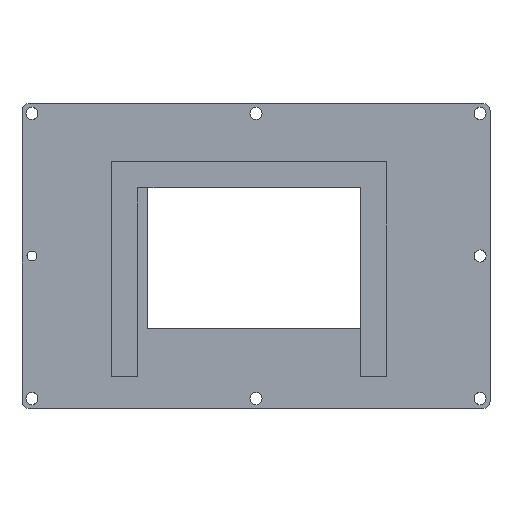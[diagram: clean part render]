
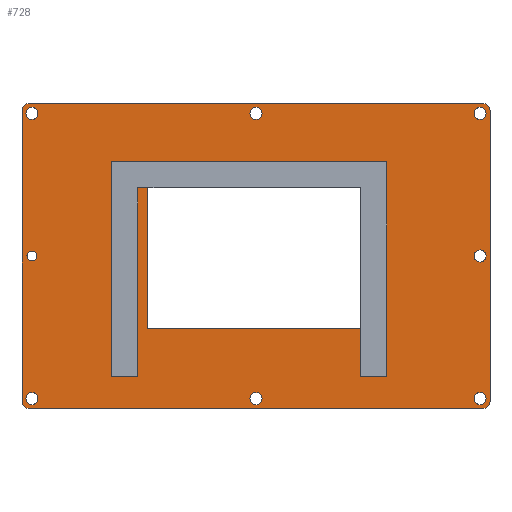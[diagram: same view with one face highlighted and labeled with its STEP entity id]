
A CAD part, top view. The second image highlights one B-rep face of the part: STEP entity #728.
In plain terms, the highlighted planar face has unit normal (0, 0, 1).
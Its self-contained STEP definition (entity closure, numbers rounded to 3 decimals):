
#27=FACE_BOUND('',#118,.T.);
#28=FACE_BOUND('',#119,.T.);
#29=FACE_BOUND('',#120,.T.);
#30=FACE_BOUND('',#121,.T.);
#31=FACE_BOUND('',#122,.T.);
#32=FACE_BOUND('',#123,.T.);
#33=FACE_BOUND('',#124,.T.);
#34=FACE_BOUND('',#125,.T.);
#35=FACE_BOUND('',#126,.T.);
#36=FACE_BOUND('',#127,.T.);
#46=CIRCLE('',#780,2.8);
#47=CIRCLE('',#781,2.8);
#48=CIRCLE('',#782,2.8);
#49=CIRCLE('',#783,2.8);
#50=CIRCLE('',#784,1.9);
#51=CIRCLE('',#785,2.3);
#52=CIRCLE('',#786,2.3);
#53=CIRCLE('',#787,2.3);
#54=CIRCLE('',#788,2.3);
#55=CIRCLE('',#789,2.3);
#56=CIRCLE('',#790,2.3);
#57=CIRCLE('',#791,2.3);
#80=FACE_OUTER_BOUND('',#117,.T.);
#117=EDGE_LOOP('',(#537,#538,#539,#540,#541,#542,#543,#544));
#118=EDGE_LOOP('',(#545,#546,#547,#548,#549,#550,#551,#552));
#119=EDGE_LOOP('',(#553));
#120=EDGE_LOOP('',(#554));
#121=EDGE_LOOP('',(#555));
#122=EDGE_LOOP('',(#556));
#123=EDGE_LOOP('',(#557));
#124=EDGE_LOOP('',(#558));
#125=EDGE_LOOP('',(#559));
#126=EDGE_LOOP('',(#560));
#127=EDGE_LOOP('',(#561,#562,#563,#564));
#173=LINE('',#1056,#251);
#184=LINE('',#1079,#262);
#190=LINE('',#1090,#268);
#193=LINE('',#1096,#271);
#196=LINE('',#1103,#274);
#197=LINE('',#1107,#275);
#198=LINE('',#1111,#276);
#199=LINE('',#1115,#277);
#200=LINE('',#1117,#278);
#201=LINE('',#1119,#279);
#202=LINE('',#1121,#280);
#203=LINE('',#1122,#281);
#204=LINE('',#1141,#282);
#205=LINE('',#1143,#283);
#206=LINE('',#1145,#284);
#207=LINE('',#1146,#285);
#251=VECTOR('',#848,10.);
#262=VECTOR('',#865,10.);
#268=VECTOR('',#877,10.);
#271=VECTOR('',#882,10.);
#274=VECTOR('',#887,10.);
#275=VECTOR('',#890,10.);
#276=VECTOR('',#893,10.);
#277=VECTOR('',#896,10.);
#278=VECTOR('',#899,10.);
#279=VECTOR('',#900,10.);
#280=VECTOR('',#901,10.);
#281=VECTOR('',#902,10.);
#282=VECTOR('',#919,10.);
#283=VECTOR('',#920,10.);
#284=VECTOR('',#921,10.);
#285=VECTOR('',#922,10.);
#327=VERTEX_POINT('',#1053);
#328=VERTEX_POINT('',#1055);
#336=VERTEX_POINT('',#1076);
#337=VERTEX_POINT('',#1078);
#339=VERTEX_POINT('',#1089);
#341=VERTEX_POINT('',#1095);
#343=VERTEX_POINT('',#1101);
#344=VERTEX_POINT('',#1102);
#345=VERTEX_POINT('',#1104);
#346=VERTEX_POINT('',#1106);
#347=VERTEX_POINT('',#1108);
#348=VERTEX_POINT('',#1110);
#349=VERTEX_POINT('',#1112);
#350=VERTEX_POINT('',#1114);
#351=VERTEX_POINT('',#1118);
#352=VERTEX_POINT('',#1120);
#353=VERTEX_POINT('',#1123);
#354=VERTEX_POINT('',#1125);
#355=VERTEX_POINT('',#1127);
#356=VERTEX_POINT('',#1129);
#357=VERTEX_POINT('',#1131);
#358=VERTEX_POINT('',#1133);
#359=VERTEX_POINT('',#1135);
#360=VERTEX_POINT('',#1137);
#361=VERTEX_POINT('',#1139);
#362=VERTEX_POINT('',#1140);
#363=VERTEX_POINT('',#1142);
#364=VERTEX_POINT('',#1144);
#397=EDGE_CURVE('',#328,#327,#173,.T.);
#408=EDGE_CURVE('',#337,#336,#184,.T.);
#414=EDGE_CURVE('',#339,#337,#190,.T.);
#417=EDGE_CURVE('',#327,#341,#193,.T.);
#420=EDGE_CURVE('',#343,#344,#196,.T.);
#421=EDGE_CURVE('',#344,#345,#46,.T.);
#422=EDGE_CURVE('',#345,#346,#197,.T.);
#423=EDGE_CURVE('',#346,#347,#47,.T.);
#424=EDGE_CURVE('',#347,#348,#198,.T.);
#425=EDGE_CURVE('',#348,#349,#48,.T.);
#426=EDGE_CURVE('',#349,#350,#199,.T.);
#427=EDGE_CURVE('',#350,#343,#49,.T.);
#428=EDGE_CURVE('',#336,#328,#200,.T.);
#429=EDGE_CURVE('',#341,#351,#201,.T.);
#430=EDGE_CURVE('',#351,#352,#202,.T.);
#431=EDGE_CURVE('',#352,#339,#203,.T.);
#432=EDGE_CURVE('',#353,#353,#50,.T.);
#433=EDGE_CURVE('',#354,#354,#51,.T.);
#434=EDGE_CURVE('',#355,#355,#52,.T.);
#435=EDGE_CURVE('',#356,#356,#53,.T.);
#436=EDGE_CURVE('',#357,#357,#54,.T.);
#437=EDGE_CURVE('',#358,#358,#55,.T.);
#438=EDGE_CURVE('',#359,#359,#56,.T.);
#439=EDGE_CURVE('',#360,#360,#57,.T.);
#440=EDGE_CURVE('',#361,#362,#204,.T.);
#441=EDGE_CURVE('',#362,#363,#205,.T.);
#442=EDGE_CURVE('',#363,#364,#206,.T.);
#443=EDGE_CURVE('',#364,#361,#207,.T.);
#537=ORIENTED_EDGE('',*,*,#420,.T.);
#538=ORIENTED_EDGE('',*,*,#421,.T.);
#539=ORIENTED_EDGE('',*,*,#422,.T.);
#540=ORIENTED_EDGE('',*,*,#423,.T.);
#541=ORIENTED_EDGE('',*,*,#424,.T.);
#542=ORIENTED_EDGE('',*,*,#425,.T.);
#543=ORIENTED_EDGE('',*,*,#426,.T.);
#544=ORIENTED_EDGE('',*,*,#427,.T.);
#545=ORIENTED_EDGE('',*,*,#408,.T.);
#546=ORIENTED_EDGE('',*,*,#428,.T.);
#547=ORIENTED_EDGE('',*,*,#397,.T.);
#548=ORIENTED_EDGE('',*,*,#417,.T.);
#549=ORIENTED_EDGE('',*,*,#429,.T.);
#550=ORIENTED_EDGE('',*,*,#430,.T.);
#551=ORIENTED_EDGE('',*,*,#431,.T.);
#552=ORIENTED_EDGE('',*,*,#414,.T.);
#553=ORIENTED_EDGE('',*,*,#432,.T.);
#554=ORIENTED_EDGE('',*,*,#433,.T.);
#555=ORIENTED_EDGE('',*,*,#434,.T.);
#556=ORIENTED_EDGE('',*,*,#435,.T.);
#557=ORIENTED_EDGE('',*,*,#436,.T.);
#558=ORIENTED_EDGE('',*,*,#437,.T.);
#559=ORIENTED_EDGE('',*,*,#438,.T.);
#560=ORIENTED_EDGE('',*,*,#439,.T.);
#561=ORIENTED_EDGE('',*,*,#440,.T.);
#562=ORIENTED_EDGE('',*,*,#441,.T.);
#563=ORIENTED_EDGE('',*,*,#442,.T.);
#564=ORIENTED_EDGE('',*,*,#443,.T.);
#703=PLANE('',#779);
#728=ADVANCED_FACE('',(#80,#27,#28,#29,#30,#31,#32,#33,#34,#35,#36),#703,
 .T.);
#779=AXIS2_PLACEMENT_3D('',#1100,#885,#886);
#780=AXIS2_PLACEMENT_3D('',#1105,#888,#889);
#781=AXIS2_PLACEMENT_3D('',#1109,#891,#892);
#782=AXIS2_PLACEMENT_3D('',#1113,#894,#895);
#783=AXIS2_PLACEMENT_3D('',#1116,#897,#898);
#784=AXIS2_PLACEMENT_3D('',#1124,#903,#904);
#785=AXIS2_PLACEMENT_3D('',#1126,#905,#906);
#786=AXIS2_PLACEMENT_3D('',#1128,#907,#908);
#787=AXIS2_PLACEMENT_3D('',#1130,#909,#910);
#788=AXIS2_PLACEMENT_3D('',#1132,#911,#912);
#789=AXIS2_PLACEMENT_3D('',#1134,#913,#914);
#790=AXIS2_PLACEMENT_3D('',#1136,#915,#916);
#791=AXIS2_PLACEMENT_3D('',#1138,#917,#918);
#848=DIRECTION('',(0.,-1.,0.));
#865=DIRECTION('',(0.,1.,0.));
#877=DIRECTION('',(-1.,0.,0.));
#882=DIRECTION('',(-1.,0.,0.));
#885=DIRECTION('center_axis',(0.,0.,1.));
#886=DIRECTION('ref_axis',(-1.,0.,0.));
#887=DIRECTION('',(0.,-1.,0.));
#888=DIRECTION('center_axis',(0.,0.,1.));
#889=DIRECTION('ref_axis',(-1.,0.,0.));
#890=DIRECTION('',(1.,0.,0.));
#891=DIRECTION('center_axis',(0.,0.,1.));
#892=DIRECTION('ref_axis',(0.,-1.,0.));
#893=DIRECTION('',(0.,1.,0.));
#894=DIRECTION('center_axis',(0.,0.,1.));
#895=DIRECTION('ref_axis',(1.,0.,0.));
#896=DIRECTION('',(-1.,0.,0.));
#897=DIRECTION('center_axis',(0.,0.,1.));
#898=DIRECTION('ref_axis',(0.,1.,0.));
#899=DIRECTION('',(-1.,0.,0.));
#900=DIRECTION('',(0.,1.,0.));
#901=DIRECTION('',(1.,0.,0.));
#902=DIRECTION('',(0.,-1.,0.));
#903=DIRECTION('center_axis',(0.,0.,-1.));
#904=DIRECTION('ref_axis',(-1.,0.,0.));
#905=DIRECTION('center_axis',(0.,0.,-1.));
#906=DIRECTION('ref_axis',(-1.,0.,0.));
#907=DIRECTION('center_axis',(0.,0.,-1.));
#908=DIRECTION('ref_axis',(-1.,0.,0.));
#909=DIRECTION('center_axis',(0.,0.,-1.));
#910=DIRECTION('ref_axis',(-1.,0.,0.));
#911=DIRECTION('center_axis',(0.,0.,-1.));
#912=DIRECTION('ref_axis',(-1.,0.,0.));
#913=DIRECTION('center_axis',(0.,0.,-1.));
#914=DIRECTION('ref_axis',(-1.,0.,0.));
#915=DIRECTION('center_axis',(0.,0.,-1.));
#916=DIRECTION('ref_axis',(-1.,0.,0.));
#917=DIRECTION('center_axis',(0.,0.,-1.));
#918=DIRECTION('ref_axis',(-1.,0.,0.));
#919=DIRECTION('',(0.,-1.,0.));
#920=DIRECTION('',(-1.,0.,0.));
#921=DIRECTION('',(0.,1.,0.));
#922=DIRECTION('',(1.,0.,0.));
#1053=CARTESIAN_POINT('',(-50.05,-4.95,126.8));
#1055=CARTESIAN_POINT('',(-50.05,72.05,126.8));
#1056=CARTESIAN_POINT('',(-50.05,23.077,126.8));
#1076=CARTESIAN_POINT('',(44.95,72.05,126.8));
#1078=CARTESIAN_POINT('',(44.95,-4.95,126.8));
#1079=CARTESIAN_POINT('',(44.95,23.077,126.8));
#1089=CARTESIAN_POINT('',(49.95,-4.95,126.8));
#1090=CARTESIAN_POINT('',(22.475,-4.95,126.8));
#1095=CARTESIAN_POINT('',(-55.05,-4.95,126.8));
#1096=CARTESIAN_POINT('',(-27.525,-4.95,126.8));
#1100=CARTESIAN_POINT('Origin',(0.,41.103,
126.8));
#1101=CARTESIAN_POINT('',(-89.3,96.5,126.8));
#1102=CARTESIAN_POINT('',(-89.3,-14.294,126.8));
#1103=CARTESIAN_POINT('',(-89.3,68.802,126.8));
#1104=CARTESIAN_POINT('',(-86.5,-17.094,126.8));
#1105=CARTESIAN_POINT('Origin',(-86.5,-14.294,126.8));
#1106=CARTESIAN_POINT('',(86.5,-17.094,126.8));
#1107=CARTESIAN_POINT('',(-43.25,-17.094,126.8));
#1108=CARTESIAN_POINT('',(89.3,-14.294,126.8));
#1109=CARTESIAN_POINT('Origin',(86.5,-14.294,126.8));
#1110=CARTESIAN_POINT('',(89.3,96.5,126.8));
#1111=CARTESIAN_POINT('',(89.3,13.405,126.8));
#1112=CARTESIAN_POINT('',(86.5,99.3,126.8));
#1113=CARTESIAN_POINT('Origin',(86.5,96.5,126.8));
#1114=CARTESIAN_POINT('',(-86.5,99.3,126.8));
#1115=CARTESIAN_POINT('',(43.25,99.3,126.8));
#1116=CARTESIAN_POINT('Origin',(-86.5,96.5,126.8));
#1117=CARTESIAN_POINT('',(-25.025,72.05,126.8));
#1118=CARTESIAN_POINT('',(-55.05,77.05,126.8));
#1119=CARTESIAN_POINT('',(-55.05,23.077,126.8));
#1120=CARTESIAN_POINT('',(49.95,77.05,126.8));
#1121=CARTESIAN_POINT('',(24.975,77.05,126.8));
#1122=CARTESIAN_POINT('',(49.95,23.077,126.8));
#1123=CARTESIAN_POINT('',(-83.6,41.103,126.8));
#1124=CARTESIAN_POINT('Origin',(-85.5,41.103,126.8));
#1125=CARTESIAN_POINT('',(-83.2,-13.294,126.8));
#1126=CARTESIAN_POINT('Origin',(-85.5,-13.294,126.8));
#1127=CARTESIAN_POINT('',(87.8,95.5,126.8));
#1128=CARTESIAN_POINT('Origin',(85.5,95.5,126.8));
#1129=CARTESIAN_POINT('',(2.3,95.5,126.8));
#1130=CARTESIAN_POINT('Origin',(0.,95.5,126.8));
#1131=CARTESIAN_POINT('',(2.3,-13.294,126.8));
#1132=CARTESIAN_POINT('Origin',(0.,-13.294,
126.8));
#1133=CARTESIAN_POINT('',(87.8,41.103,126.8));
#1134=CARTESIAN_POINT('Origin',(85.5,41.103,126.8));
#1135=CARTESIAN_POINT('',(-83.2,95.5,126.8));
#1136=CARTESIAN_POINT('Origin',(-85.5,95.5,126.8));
#1137=CARTESIAN_POINT('',(87.8,-13.294,126.8));
#1138=CARTESIAN_POINT('Origin',(85.5,-13.294,126.8));
#1139=CARTESIAN_POINT('',(41.45,68.55,126.8));
#1140=CARTESIAN_POINT('',(41.45,13.55,126.8));
#1141=CARTESIAN_POINT('',(41.45,54.827,126.8));
#1142=CARTESIAN_POINT('',(-41.55,13.55,126.8));
#1143=CARTESIAN_POINT('',(20.725,13.55,126.8));
#1144=CARTESIAN_POINT('',(-41.55,68.55,126.8));
#1145=CARTESIAN_POINT('',(-41.55,27.327,126.8));
#1146=CARTESIAN_POINT('',(-20.775,68.55,126.8));
